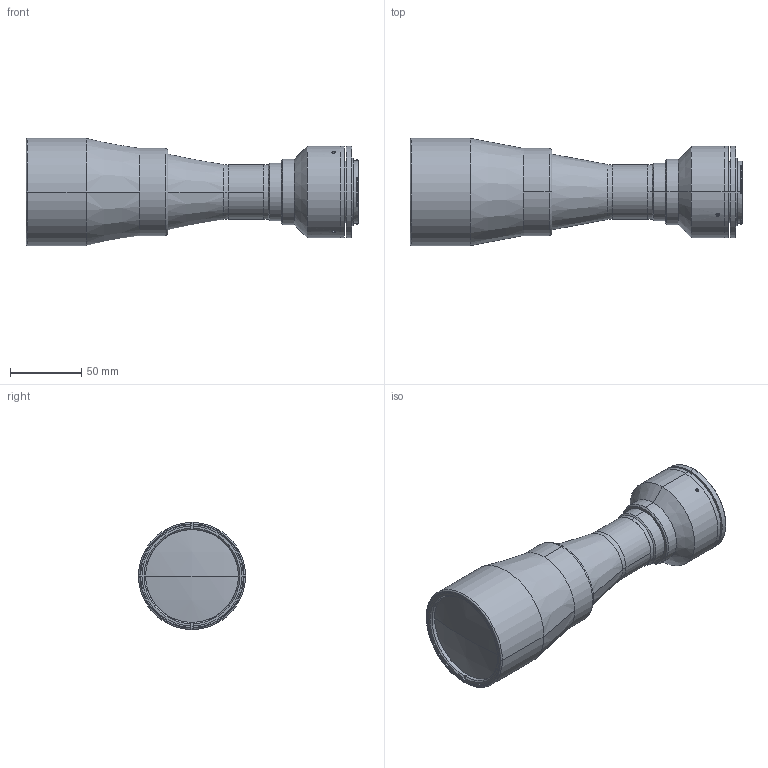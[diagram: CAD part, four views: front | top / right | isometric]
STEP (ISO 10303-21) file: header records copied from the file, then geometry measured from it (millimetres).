
FILE_DESCRIPTION (( 'STEP AP203' ), '1' );
FILE_NAME ('DP71430_TC4MHR048-F.step', '2021-10-05T08:56:01', ( '' ), ( '' ), 'SwSTEP 2.0', 'SolidWorks 2021', '' );
FILE_SCHEMA (( 'CONFIG_CONTROL_DESIGN' ));
Length unit declared in the file: millimetre
Products named in the file (1): DP71430_TC4MHR048-F
Bounding box: 232.4 x 75 x 75 mm (x, y, z)
Surface area: 66102.7 mm2 (no closed solid volume)
Topology: 0 solids, 13 shells, 125 faces, 350 edges, 237 vertices
Faces by surface type: plane 46, cylinder 45, cone 26, torus 6, sphere 2
Entity records: 4334 total; most frequent: CARTESIAN_POINT 971, DIRECTION 747, ORIENTED_EDGE 584, EDGE_CURVE 350, AXIS2_PLACEMENT_3D 293, VERTEX_POINT 237, CIRCLE 167, VECTOR 161
